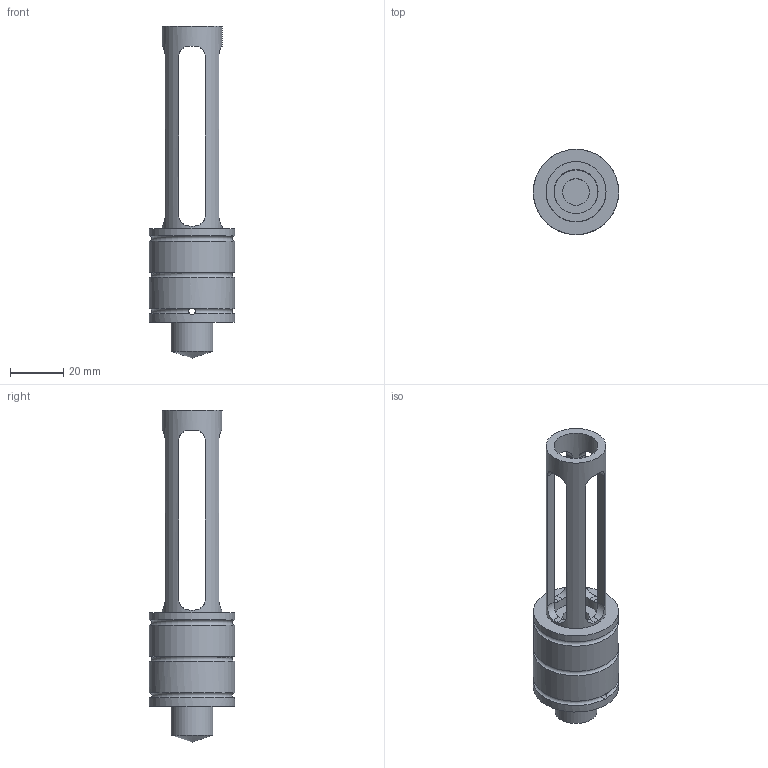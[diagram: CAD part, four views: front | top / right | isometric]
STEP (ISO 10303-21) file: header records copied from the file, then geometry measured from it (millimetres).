
FILE_DESCRIPTION(/* description */ (''),/* implementation_level */ '2;1');
FILE_NAME(/* name */ 'piston.prt.stp',/* time_stamp */ '2024-01-30T10:32:00+05:00',/* author */ (''),/* organization */ (''),/* preprocessor_version */ 'ST-DEVELOPER v16.7',/* originating_system */ 'SIEMENS PLM Software NX 12.0',/* authorisation */ '');
FILE_SCHEMA (('AUTOMOTIVE_DESIGN { 1 0 10303 214 3 1 1 1 }'));
Length unit declared in the file: millimetre
Products named in the file (1): piston
Bounding box: 31.98 x 31.98 x 124.5 mm (x, y, z)
Volume: 32398.4 mm3; surface area: 13063.4 mm2
Topology: 1 solids, 1 shells, 52 faces, 152 edges, 101 vertices
Faces by surface type: cylinder 26, plane 21, torus 4, cone 1
Full cylindrical faces by diameter (mm): 2.5 x2, 10 x1, 15.74 x1, 16.5 x1, 22.5 x1, 31.98 x4
Entity records: 2032 total; most frequent: CARTESIAN_POINT 800, ORIENTED_EDGE 248, DIRECTION 222, EDGE_CURVE 124, VERTEX_POINT 89, AXIS2_PLACEMENT_3D 87, EDGE_LOOP 78, ADVANCED_FACE 52
